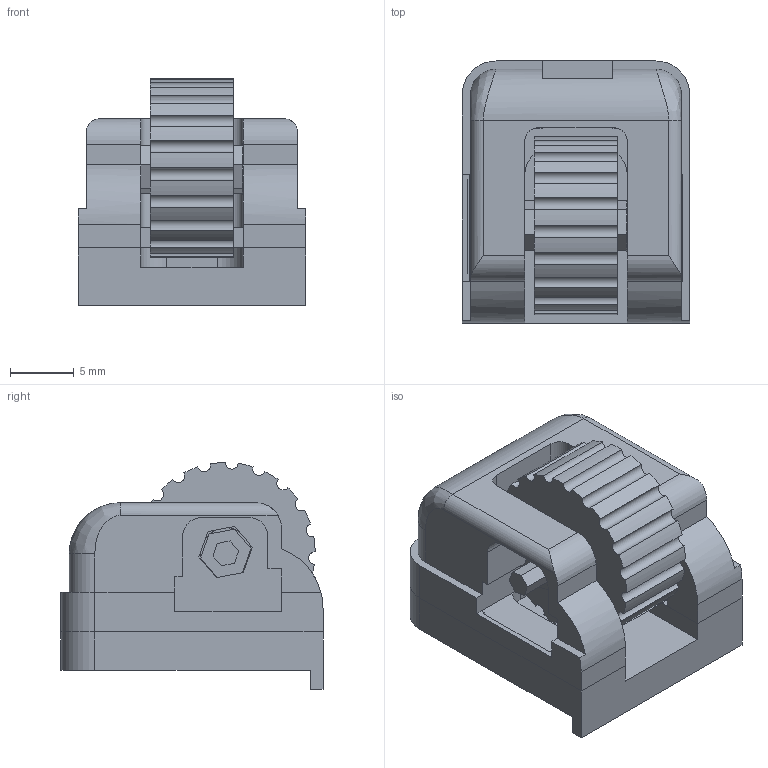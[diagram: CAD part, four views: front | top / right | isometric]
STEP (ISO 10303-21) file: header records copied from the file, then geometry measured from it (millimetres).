
FILE_DESCRIPTION(/* description */ (''),/* implementation_level */ '2;1');
FILE_NAME(/* name */ 'HorizontalRotaryEncoder.step',/* time_stamp */ '2025-12-22T07:26:33+09:00',/* author */ (''),/* organization */ (''),/* preprocessor_version */ 'ST-DEVELOPER v20.1',/* originating_system */ 'Autodesk Translation Framework v14.21.0.0',/* authorisation */ '');
FILE_SCHEMA (('AUTOMOTIVE_DESIGN { 1 0 10303 214 3 1 1 }'));
Length unit declared in the file: millimetre
Products named in the file (5): HorizontalRotaryEncoder; Wheel; Stem; BottomPart; TopPart
Assembly tree (4 placements, depth 2):
  HorizontalRotaryEncoder
    Wheel
    Stem
    BottomPart
    TopPart
Bounding box: 17.8 x 20.5 x 17.75 mm (x, y, z)
Volume: 3031.6 mm3; surface area: 3412.8 mm2
Topology: 4 solids, 4 shells, 189 faces, 509 edges, 333 vertices
Faces by surface type: plane 113, cylinder 72, cone 2, bspline 2
Full cylindrical faces by diameter (mm): 1.5 x2, 1.6 x2, 1.9 x2, 2.4 x2, 4 x1
Entity records: 6251 total; most frequent: CARTESIAN_POINT 1192, DIRECTION 1049, ORIENTED_EDGE 1018, EDGE_CURVE 509, LINE 351, VECTOR 351, AXIS2_PLACEMENT_3D 349, VERTEX_POINT 333
